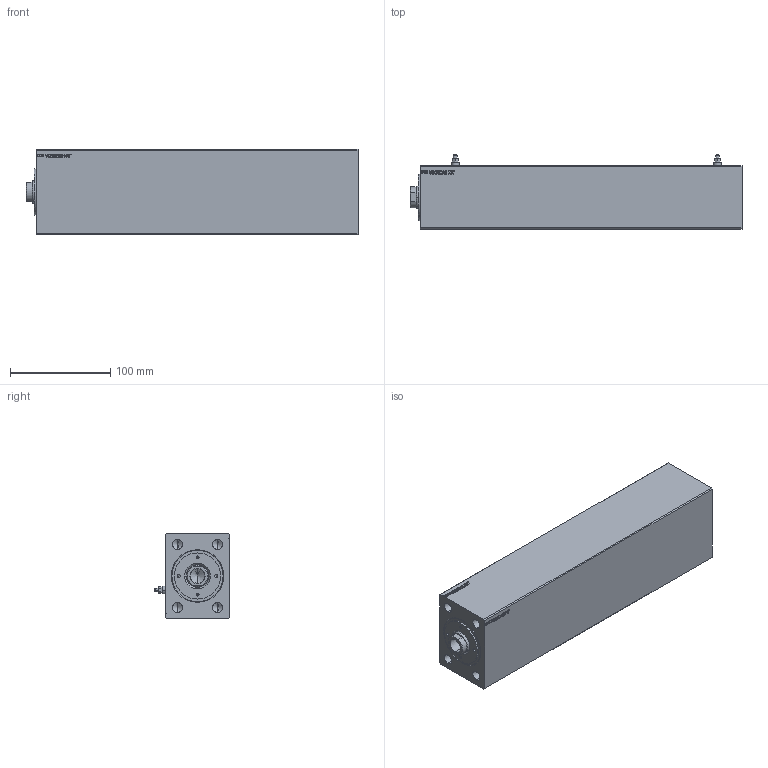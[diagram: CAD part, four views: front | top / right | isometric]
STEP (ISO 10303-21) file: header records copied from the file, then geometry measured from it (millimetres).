
FILE_DESCRIPTION (( 'STEP AP203' ), '1' );
FILE_NAME ('63d1.STEP', '2024-02-11T12:42:06', ( '' ), ( '' ), 'SwSTEP 2.0', 'SolidWorks 2019', '' );
FILE_SCHEMA (( 'CONFIG_CONTROL_DESIGN' ));
Length unit declared in the file: millimetre
Products named in the file (5): V500CZ_VNIT豊蚠攘ST 4d459299d65997fb11532bd9f3c6652d; Zatka_Cushioning3 4d459299d65997fb11532bd9f3c6652d; V500CZ 4d459299d65997fb11532bd9f3c6652d; V500CZ_B_VC 4d459299d65997fb11532bd9f3c6652d; 63d1
Assembly tree (5 placements, depth 2):
  63d1
    V500CZ 4d459299d65997fb11532bd9f3c6652d
    V500CZ_VNIT豊蚠攘ST 4d459299d65997fb11532bd9f3c6652d
    V500CZ_B_VC 4d459299d65997fb11532bd9f3c6652d
    Zatka_Cushioning3 4d459299d65997fb11532bd9f3c6652d  x2
Bounding box: 331 x 74 x 85 mm (x, y, z)
Volume: 214710.9 mm3; surface area: 188487.8 mm2
Topology: 4 solids, 5 shells, 934 faces, 2362 edges, 1540 vertices
Faces by surface type: plane 424, bspline 380, cylinder 74, cone 56
Entity records: 45087 total; most frequent: CARTESIAN_POINT 25262, ORIENTED_EDGE 4560, DIRECTION 2732, EDGE_CURVE 2280, VERTEX_POINT 1507, VECTOR 1346, LINE 1346, EDGE_LOOP 1035
